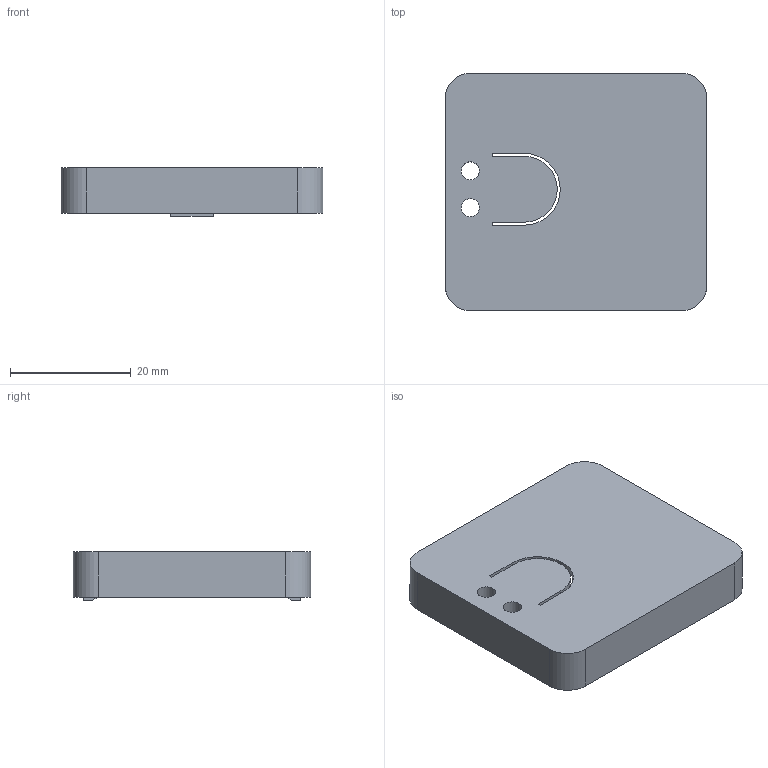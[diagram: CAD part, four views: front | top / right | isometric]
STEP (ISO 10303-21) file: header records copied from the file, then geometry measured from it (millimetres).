
FILE_DESCRIPTION(/* description */ (''),/* implementation_level */ '2;1');
FILE_NAME(/* name */ 'maskmeter-case.step',/* time_stamp */ '2020-05-31T23:01:30+02:00',/* author */ ('cadence'),/* organization */ (''),/* preprocessor_version */ 'ST-DEVELOPER v17',/* originating_system */ 'Autodesk Inventor 2019',/* authorisation */ '');
FILE_SCHEMA (('AUTOMOTIVE_DESIGN { 1 0 10303 214 3 1 1 }'));
Length unit declared in the file: millimetre
Products named in the file (1): case
Bounding box: 43.4 x 39.4 x 8 mm (x, y, z)
Volume: 3042.5 mm3; surface area: 6225.8 mm2
Topology: 1 solids, 1 shells, 68 faces, 161 edges, 105 vertices
Faces by surface type: plane 37, cylinder 30, torus 1
Full cylindrical faces by diameter (mm): 2 x4, 3 x2, 5 x2
Entity records: 2016 total; most frequent: DIRECTION 355, CARTESIAN_POINT 335, ORIENTED_EDGE 322, EDGE_CURVE 161, AXIS2_PLACEMENT_3D 125, LINE 105, VECTOR 105, VERTEX_POINT 105
